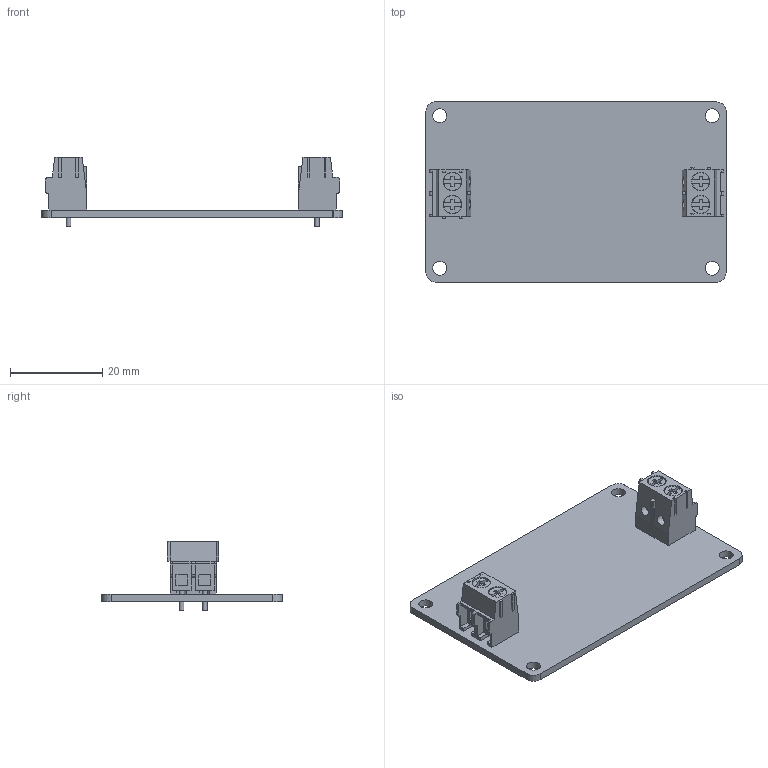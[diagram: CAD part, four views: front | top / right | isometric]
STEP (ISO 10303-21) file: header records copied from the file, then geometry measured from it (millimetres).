
FILE_DESCRIPTION(('KiCad electronic assembly'),'2;1');
FILE_NAME('POW Board.step','2025-01-11T09:40:49',('Pcbnew'),('Kicad'), 'Open CASCADE STEP processor 7.8','KiCad to STEP converter','Unknown' );
FILE_SCHEMA(('AUTOMOTIVE_DESIGN { 1 0 10303 214 1 1 1 1 }'));
Length unit declared in the file: millimetre
Products named in the file (4): POW Board 1; TerminalBlock_Phoenix_PT-1,5-2-5.0-H_1x02_P5.00mm_Horizontal; TerminalBlock_Phoenix_PT_15_2_50_H_1x02_P500mm_Horizontal; _autosave-POW Board_PCB
Assembly tree (4 placements, depth 3):
  POW Board 1
    TerminalBlock_Phoenix_PT-1,5-2-5.0-H_1x02_P5.00mm_Horizontal  x2
      TerminalBlock_Phoenix_PT_15_2_50_H_1x02_P500mm_Horizontal
    _autosave-POW Board_PCB
Bounding box: 65 x 39 x 15 mm (x, y, z)
Volume: 5329.9 mm3; surface area: 7525.5 mm2
Topology: 3 solids, 3 shells, 273 faces, 741 edges, 490 vertices
Faces by surface type: plane 209, cylinder 64
Full cylindrical faces by diameter (mm): 1 x4, 1.3 x4, 2.2 x4, 3 x4, 3.8 x4, 4 x4
Entity records: 5611 total; most frequent: CARTESIAN_POINT 815, ORIENTED_EDGE 798, DIRECTION 789, EDGE_CURVE 399, LINE 313, VECTOR 313, VERTEX_POINT 264, AXIS2_PLACEMENT_3D 238
